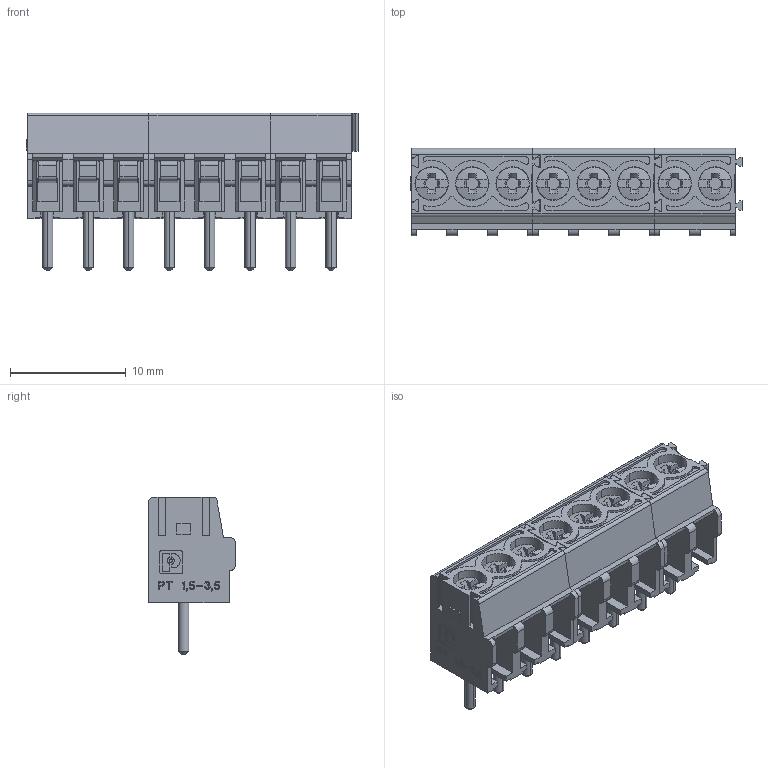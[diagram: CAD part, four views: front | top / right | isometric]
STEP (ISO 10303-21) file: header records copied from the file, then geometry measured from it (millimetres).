
FILE_DESCRIPTION(('Creo Elements/Direct Modeling STEP Export'),'2;1');
FILE_NAME('model.stp','2019-05-27T 9:39:08',(''),(''),'Creo Elements/Direct Modeling STEP processor for AP214 (Solid Model)','Creo Elements/Direct Modeling 20.1A 29-Sep-2018 (C) Parametric Technology GmbH','');
FILE_SCHEMA(('AUTOMOTIVE_DESIGN { 1 0 10303 214 1 1 1 1 }'));
Length unit declared in the file: millimetre
Products named in the file (9): LP_PT_1_5_klh_3_5_horizontal.1; AC_PT_1_5_PVH_H0_Schraube; AT_PT_1_5_3_50_H; PT_1_5-3-3_50_H.1; PT_1_5-2-3_50_H; PT_1_5-8-3_50_H
Assembly tree (15 placements, depth 3):
  PT_1_5-8-3_50_H
    PT_1_5-3-3_50_H.1  x2
      LP_PT_1_5_klh_3_5_horizontal.1
      AC_PT_1_5_PVH_H0_Schraube
      AT_PT_1_5_3_50_H
    PT_1_5-2-3_50_H
      LP_PT_1_5_klh_3_5_horizontal.1  x2
      AC_PT_1_5_PVH_H0_Schraube  x2
      AT_PT_1_5_3_50_H
Bounding box: 28.7 x 7.55 x 13.65 mm (x, y, z)
Volume: 1299.1 mm3; surface area: 3720.4 mm2
Topology: 19 solids, 19 shells, 1954 faces, 5587 edges, 3722 vertices
Faces by surface type: plane 1568, cylinder 307, cone 48, sphere 16, extrusion 15
Entity records: 44093 total; most frequent: CARTESIAN_POINT 7029, ORIENTED_EDGE 6164, DIRECTION 5402, EDGE_CURVE 3082, VECTOR 2656, LINE 2646, VERTEX_POINT 2054, AXIS2_PLACEMENT_3D 1373
